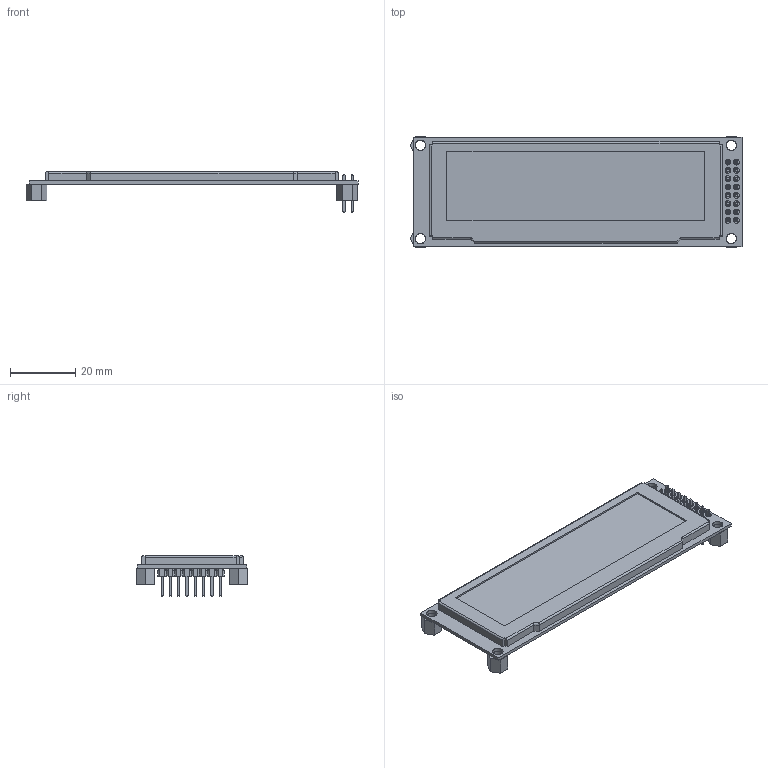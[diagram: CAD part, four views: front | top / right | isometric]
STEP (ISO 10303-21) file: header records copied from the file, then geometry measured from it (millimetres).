
FILE_DESCRIPTION (( 'STEP AP214' ), '1' );
FILE_NAME ('OLED_ASM_01.STEP', '2021-06-30T11:35:34', ( '' ), ( '' ), 'SwSTEP 2.0', 'SolidWorks 2020', '' );
FILE_SCHEMA (( 'AUTOMOTIVE_DESIGN' ));
Length unit declared in the file: millimetre
Products named in the file (4): OLED_ASM_01; PLD-16.step; SpacerM3_5; OLED_3_12_Module
Assembly tree (6 placements, depth 2):
  OLED_ASM_01
    OLED_3_12_Module
    PLD-16.step
    SpacerM3_5  x4
Bounding box: 101.43 x 34 x 12.4 mm (x, y, z)
Volume: 10767.3 mm3; surface area: 9204.5 mm2
Topology: 6 solids, 6 shells, 579 faces, 1398 edges, 888 vertices
Faces by surface type: plane 491, cylinder 88
Entity records: 18300 total; most frequent: CARTESIAN_POINT 2736, ORIENTED_EDGE 2652, DIRECTION 2594, EDGE_CURVE 1326, VECTOR 1166, LINE 1166, VERTEX_POINT 840, AXIS2_PLACEMENT_3D 714
